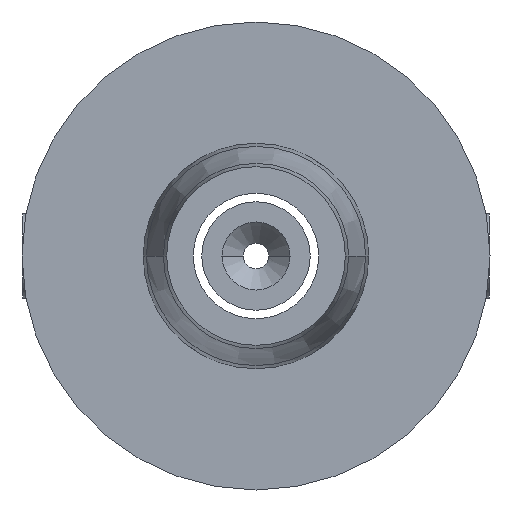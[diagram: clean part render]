
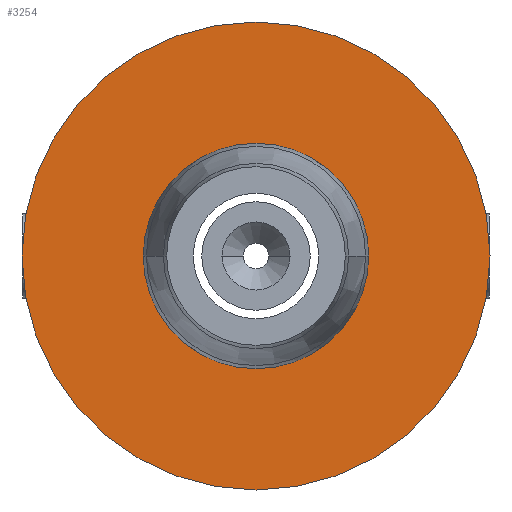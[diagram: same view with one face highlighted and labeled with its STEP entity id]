
A CAD part, front view. The second image highlights one B-rep face of the part: STEP entity #3254.
In plain terms, the highlighted planar face has unit normal (0, -1, 0).
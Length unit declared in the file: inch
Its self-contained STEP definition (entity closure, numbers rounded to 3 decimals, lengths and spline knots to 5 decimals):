
#951 = EDGE_LOOP ( 'NONE', ( #952, #953 ) ) ;
#952 = ORIENTED_EDGE ( 'NONE', *, *, #3148, .T. ) ;
#953 = ORIENTED_EDGE ( 'NONE', *, *, #3288, .T. ) ;
#958 = EDGE_CURVE ( 'NONE', #3136, #3038, #1210, .T. ) ;
#1210 = CIRCLE ( 'NONE', #1232, 0.21654 ) ;
#1217 = DIRECTION ( 'NONE',  ( 0., 0., 1. ) ) ;
#1222 = DIRECTION ( 'NONE',  ( 0., 1., 0. ) ) ;
#1227 = CARTESIAN_POINT ( 'NONE',  ( 0., -0.2955, 0. ) ) ;
#1232 = AXIS2_PLACEMENT_3D ( 'NONE', #1227, #1222, #1217 ) ;
#1501 = CARTESIAN_POINT ( 'NONE',  ( 0., -0.2955, -0.07283 ) ) ;
#1623 = CIRCLE ( 'NONE', #1683, 0.07283 ) ;
#1636 = CARTESIAN_POINT ( 'NONE',  ( 0., -0.2955, -0.21654 ) ) ;
#1637 = DIRECTION ( 'NONE',  ( 0., 0., 1. ) ) ;
#1638 = DIRECTION ( 'NONE',  ( 0., 1., 0. ) ) ;
#1639 = CARTESIAN_POINT ( 'NONE',  ( 0., -0.2955, 0. ) ) ;
#1640 = AXIS2_PLACEMENT_3D ( 'NONE', #1639, #1638, #1637 ) ;
#1645 = CIRCLE ( 'NONE', #1640, 0.21654 ) ;
#1679 = CARTESIAN_POINT ( 'NONE',  ( 0., -0.2955, 0.07283 ) ) ;
#1680 = DIRECTION ( 'NONE',  ( 0., 0., 1. ) ) ;
#1681 = DIRECTION ( 'NONE',  ( 0., 1., 0. ) ) ;
#1682 = CARTESIAN_POINT ( 'NONE',  ( 0., -0.2955, 0. ) ) ;
#1683 = AXIS2_PLACEMENT_3D ( 'NONE', #1682, #1681, #1680 ) ;
#1929 = DIRECTION ( 'NONE',  ( 0., 0., 1. ) ) ;
#1930 = DIRECTION ( 'NONE',  ( 0., 1., 0. ) ) ;
#1931 = CARTESIAN_POINT ( 'NONE',  ( 0.21654, -0.2955, 0. ) ) ;
#1932 = AXIS2_PLACEMENT_3D ( 'NONE', #1931, #1930, #1929 ) ;
#1933 = PLANE ( 'NONE',  #1932 ) ;
#1934 = FACE_BOUND ( 'NONE', #951, .T. ) ;
#1935 = FACE_OUTER_BOUND ( 'NONE', #3255, .T. ) ;
#2025 = DIRECTION ( 'NONE',  ( 0., 0., 1. ) ) ;
#2026 = DIRECTION ( 'NONE',  ( 0., 1., 0. ) ) ;
#2027 = CARTESIAN_POINT ( 'NONE',  ( 0., -0.2955, 0. ) ) ;
#2028 = AXIS2_PLACEMENT_3D ( 'NONE', #2027, #2026, #2025 ) ;
#2029 = CIRCLE ( 'NONE', #2028, 0.07283 ) ;
#2419 = CARTESIAN_POINT ( 'NONE',  ( 0., -0.2955, 0.21654 ) ) ;
#3038 = VERTEX_POINT ( 'NONE', #2419 ) ;
#3068 = VERTEX_POINT ( 'NONE', #1501 ) ;
#3135 = EDGE_CURVE ( 'NONE', #3038, #3136, #1645, .T. ) ;
#3136 = VERTEX_POINT ( 'NONE', #1636 ) ;
#3148 = EDGE_CURVE ( 'NONE', #3149, #3068, #1623, .T. ) ;
#3149 = VERTEX_POINT ( 'NONE', #1679 ) ;
#3254 = ADVANCED_FACE ( 'NONE', ( #1935, #1934 ), #1933, .F. ) ;
#3255 = EDGE_LOOP ( 'NONE', ( #3256, #3257 ) ) ;
#3256 = ORIENTED_EDGE ( 'NONE', *, *, #3135, .F. ) ;
#3257 = ORIENTED_EDGE ( 'NONE', *, *, #958, .F. ) ;
#3288 = EDGE_CURVE ( 'NONE', #3068, #3149, #2029, .T. ) ;
